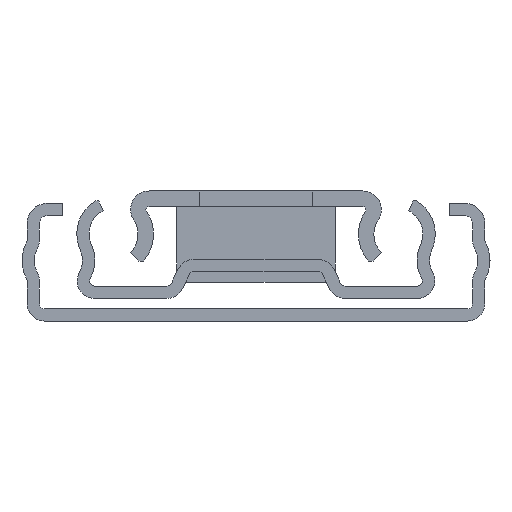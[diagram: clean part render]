
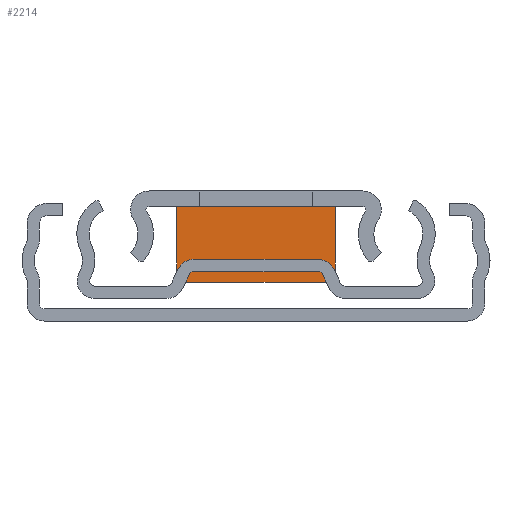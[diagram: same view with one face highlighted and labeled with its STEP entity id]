
A CAD part, left-side view. The second image highlights one B-rep face of the part: STEP entity #2214.
In plain terms, the highlighted planar face has unit normal (-1, 0, 0).
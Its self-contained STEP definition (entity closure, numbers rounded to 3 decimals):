
#118 = DIRECTION ( 'NONE',  ( 0., 0., 1. ) ) ;
#582 = ORIENTED_EDGE ( 'NONE', *, *, #4629, .T. ) ;
#600 = EDGE_LOOP ( 'NONE', ( #1649, #3064, #8008, #582 ) ) ;
#1000 = EDGE_CURVE ( 'NONE', #8086, #7105, #2818, .T. ) ;
#1001 = CARTESIAN_POINT ( 'NONE',  ( -1.5, 7.75, -8.907 ) ) ;
#1042 = CARTESIAN_POINT ( 'NONE',  ( -1.5, 7.75, -1.507 ) ) ;
#1176 = CARTESIAN_POINT ( 'NONE',  ( -1.5, 7.75, -8.907 ) ) ;
#1618 = VECTOR ( 'NONE', #4817, 1000. ) ;
#1649 = ORIENTED_EDGE ( 'NONE', *, *, #6164, .T. ) ;
#1674 = LINE ( 'NONE', #2778, #1618 ) ;
#1835 = DIRECTION ( 'NONE',  ( 1., 0., 0. ) ) ;
#1945 = AXIS2_PLACEMENT_3D ( 'NONE', #3268, #1835, #4514 ) ;
#2214 = ADVANCED_FACE ( 'NONE', ( #3029 ), #6801, .F. ) ;
#2494 = VECTOR ( 'NONE', #118, 1000. ) ;
#2778 = CARTESIAN_POINT ( 'NONE',  ( -1.5, -7.75, -8.907 ) ) ;
#2818 = LINE ( 'NONE', #1001, #3864 ) ;
#2880 = LINE ( 'NONE', #5365, #5831 ) ;
#2912 = VERTEX_POINT ( 'NONE', #3167 ) ;
#3029 = FACE_OUTER_BOUND ( 'NONE', #600, .T. ) ;
#3064 = ORIENTED_EDGE ( 'NONE', *, *, #1000, .F. ) ;
#3120 = EDGE_CURVE ( 'NONE', #5172, #8086, #1674, .T. ) ;
#3167 = CARTESIAN_POINT ( 'NONE',  ( -1.5, -7.75, -1.507 ) ) ;
#3268 = CARTESIAN_POINT ( 'NONE',  ( -1.5, -7.75, -8.907 ) ) ;
#3443 = DIRECTION ( 'NONE',  ( 0., 0., 1. ) ) ;
#3864 = VECTOR ( 'NONE', #3443, 1000. ) ;
#4514 = DIRECTION ( 'NONE',  ( 0., 1., 0. ) ) ;
#4629 = EDGE_CURVE ( 'NONE', #5172, #2912, #5980, .T. ) ;
#4817 = DIRECTION ( 'NONE',  ( 0., 1., 0. ) ) ;
#4891 = CARTESIAN_POINT ( 'NONE',  ( -1.5, -7.75, -8.907 ) ) ;
#5172 = VERTEX_POINT ( 'NONE', #4891 ) ;
#5365 = CARTESIAN_POINT ( 'NONE',  ( -1.5, -7.75, -1.507 ) ) ;
#5831 = VECTOR ( 'NONE', #6524, 1000. ) ;
#5980 = LINE ( 'NONE', #6684, #2494 ) ;
#6164 = EDGE_CURVE ( 'NONE', #2912, #7105, #2880, .T. ) ;
#6524 = DIRECTION ( 'NONE',  ( 0., 1., 0. ) ) ;
#6684 = CARTESIAN_POINT ( 'NONE',  ( -1.5, -7.75, -8.907 ) ) ;
#6801 = PLANE ( 'NONE',  #1945 ) ;
#7105 = VERTEX_POINT ( 'NONE', #1042 ) ;
#8008 = ORIENTED_EDGE ( 'NONE', *, *, #3120, .F. ) ;
#8086 = VERTEX_POINT ( 'NONE', #1176 ) ;
